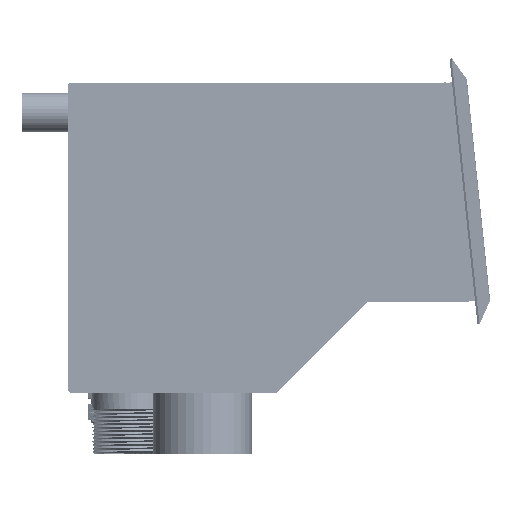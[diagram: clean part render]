
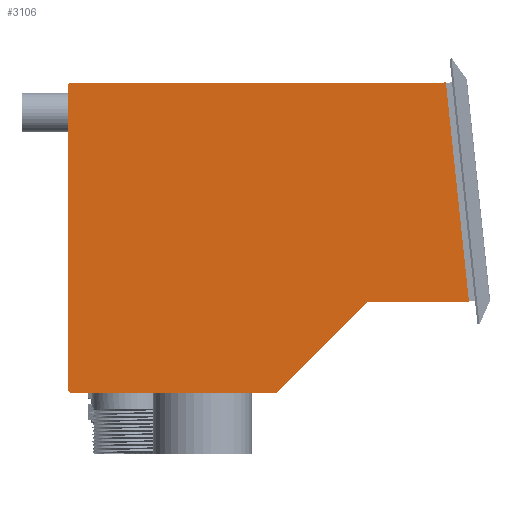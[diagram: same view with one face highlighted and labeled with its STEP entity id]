
A CAD part, front view. The second image highlights one B-rep face of the part: STEP entity #3106.
In plain terms, the highlighted planar face has unit normal (0, -1, 0).
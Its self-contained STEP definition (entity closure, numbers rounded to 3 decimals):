
#3106=ADVANCED_FACE('',(#19201),#19203,.F.);
#19201=FACE_BOUND('',#19202,.T.);
#19202=EDGE_LOOP('',(#50321,#50322,#50323,#50324,#50325,#50326,#50327,#50328,#50329,
#50330,#50331,#50332));
#19203=PLANE('',#19204);
#19204=AXIS2_PLACEMENT_3D('',#19205,#19206,#19207);
#19205=CARTESIAN_POINT('',(0.,-222.,0.));
#19206=DIRECTION('',(0.,1.,0.));
#19207=DIRECTION('',(-1.,0.,0.));
#50321=ORIENTED_EDGE('',*,*,#60072,.F.);
#50322=ORIENTED_EDGE('',*,*,#60073,.F.);
#50323=ORIENTED_EDGE('',*,*,#60074,.F.);
#50324=ORIENTED_EDGE('',*,*,#60075,.F.);
#50325=ORIENTED_EDGE('',*,*,#60076,.F.);
#50326=ORIENTED_EDGE('',*,*,#60077,.F.);
#50327=ORIENTED_EDGE('',*,*,#60078,.F.);
#50328=ORIENTED_EDGE('',*,*,#60079,.F.);
#50329=ORIENTED_EDGE('',*,*,#60080,.F.);
#50330=ORIENTED_EDGE('',*,*,#60081,.T.);
#50331=ORIENTED_EDGE('',*,*,#60017,.F.);
#50332=ORIENTED_EDGE('',*,*,#60082,.F.);
#60017=EDGE_CURVE('',#65193,#65194,#65195,.T.);
#60072=EDGE_CURVE('',#65296,#65297,#65298,.T.);
#60073=EDGE_CURVE('',#65299,#65296,#65300,.T.);
#60074=EDGE_CURVE('',#65301,#65299,#65302,.T.);
#60075=EDGE_CURVE('',#65303,#65301,#65304,.T.);
#60076=EDGE_CURVE('',#65305,#65303,#65306,.T.);
#60077=EDGE_CURVE('',#65307,#65305,#65308,.T.);
#60078=EDGE_CURVE('',#65309,#65307,#65310,.T.);
#60079=EDGE_CURVE('',#65311,#65309,#65312,.T.);
#60080=EDGE_CURVE('',#65313,#65311,#65314,.T.);
#60081=EDGE_CURVE('',#65313,#65194,#65315,.T.);
#60082=EDGE_CURVE('',#65297,#65193,#65316,.T.);
#65193=VERTEX_POINT('',#79968);
#65194=VERTEX_POINT('',#79969);
#65195=LINE('',#79970,#79971);
#65296=VERTEX_POINT('',#82060);
#65297=VERTEX_POINT('',#82061);
#65298=LINE('',#82062,#82063);
#65299=VERTEX_POINT('',#82065);
#65300=CIRCLE('',#82066,2.45);
#65301=VERTEX_POINT('',#82070);
#65302=LINE('',#82071,#82072);
#65303=VERTEX_POINT('',#82074);
#65304=CIRCLE('',#82075,2.45);
#65305=VERTEX_POINT('',#82079);
#65306=LINE('',#82080,#82081);
#65307=VERTEX_POINT('',#82083);
#65308=CIRCLE('',#82084,2.45);
#65309=VERTEX_POINT('',#82088);
#65310=LINE('',#82089,#82090);
#65311=VERTEX_POINT('',#82092);
#65312=CIRCLE('',#82093,1.25);
#65313=VERTEX_POINT('',#82097);
#65314=LINE('',#82098,#82099);
#65315=LINE('',#82101,#82102);
#65316=LINE('',#82104,#82105);
#79968=CARTESIAN_POINT('',(-0.016,-222.,203.714));
#79969=CARTESIAN_POINT('',(15.119,-222.,59.714));
#79970=CARTESIAN_POINT('',(-0.016,-222.,203.714));
#79971=VECTOR('',#79972,1.);
#79972=DIRECTION('',(0.105,0.,-0.995));
#82060=CARTESIAN_POINT('',(-245.55,-222.,203.4));
#82061=CARTESIAN_POINT('',(-3.,-222.,203.4));
#82062=CARTESIAN_POINT('',(-245.55,-222.,203.4));
#82063=VECTOR('',#82064,1.);
#82064=DIRECTION('',(1.,0.,0.));
#82065=CARTESIAN_POINT('',(-248.,-222.,200.95));
#82066=AXIS2_PLACEMENT_3D('',#82067,#82068,#82069);
#82067=CARTESIAN_POINT('',(-245.55,-222.,200.95));
#82068=DIRECTION('',(0.,1.,0.));
#82069=DIRECTION('',(-1.,0.,0.));
#82070=CARTESIAN_POINT('',(-248.,-222.,2.45));
#82071=CARTESIAN_POINT('',(-248.,-222.,2.45));
#82072=VECTOR('',#82073,1.);
#82073=DIRECTION('',(0.,0.,1.));
#82074=CARTESIAN_POINT('',(-245.55,-222.,0.));
#82075=AXIS2_PLACEMENT_3D('',#82076,#82077,#82078);
#82076=CARTESIAN_POINT('',(-245.55,-222.,2.45));
#82077=DIRECTION('',(0.,1.,0.));
#82078=DIRECTION('',(0.,0.,-1.));
#82079=CARTESIAN_POINT('',(-112.009,-222.,0.));
#82080=CARTESIAN_POINT('',(-112.009,-222.,0.));
#82081=VECTOR('',#82082,1.);
#82082=DIRECTION('',(-1.,0.,0.));
#82083=CARTESIAN_POINT('',(-110.277,-222.,0.718));
#82084=AXIS2_PLACEMENT_3D('',#82085,#82086,#82087);
#82085=CARTESIAN_POINT('',(-112.009,-222.,2.45));
#82086=DIRECTION('',(0.,1.,0.));
#82087=DIRECTION('',(0.707,0.,-0.707));
#82088=CARTESIAN_POINT('',(-51.96,-222.,59.034));
#82089=CARTESIAN_POINT('',(-51.96,-222.,59.034));
#82090=VECTOR('',#82091,1.);
#82091=DIRECTION('',(-0.707,0.,-0.707));
#82092=CARTESIAN_POINT('',(-51.076,-222.,59.4));
#82093=AXIS2_PLACEMENT_3D('',#82094,#82095,#82096);
#82094=CARTESIAN_POINT('',(-51.076,-222.,58.15));
#82095=DIRECTION('',(0.,-1.,0.));
#82096=DIRECTION('',(0.,0.,1.));
#82097=CARTESIAN_POINT('',(12.135,-222.,59.4));
#82098=CARTESIAN_POINT('',(12.135,-222.,59.4));
#82099=VECTOR('',#82100,1.);
#82100=DIRECTION('',(-1.,0.,0.));
#82101=CARTESIAN_POINT('',(12.135,-222.,59.4));
#82102=VECTOR('',#82103,1.);
#82103=DIRECTION('',(0.995,0.,0.105));
#82104=CARTESIAN_POINT('',(-3.,-222.,203.4));
#82105=VECTOR('',#82106,1.);
#82106=DIRECTION('',(0.995,0.,0.105));
